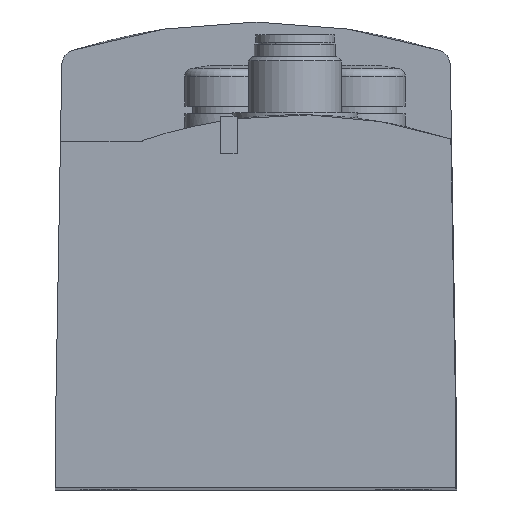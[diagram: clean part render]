
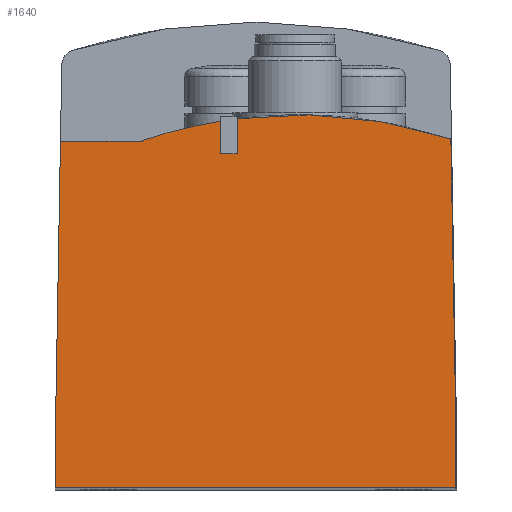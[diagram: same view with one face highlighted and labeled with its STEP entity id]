
A CAD part, top view. The second image highlights one B-rep face of the part: STEP entity #1640.
In plain terms, the highlighted planar face has unit normal (0, 0, 1).
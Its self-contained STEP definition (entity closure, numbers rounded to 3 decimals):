
#31=PLANE('',#1762);
#101=LINE('',#2515,#242);
#131=LINE('',#2576,#272);
#132=LINE('',#2578,#273);
#133=LINE('',#2580,#274);
#134=LINE('',#2581,#275);
#135=LINE('',#2583,#276);
#136=LINE('',#2585,#277);
#137=LINE('',#2587,#278);
#138=LINE('',#2588,#279);
#139=LINE('',#2590,#280);
#242=VECTOR('',#1953,1000.);
#272=VECTOR('',#1985,1000.);
#273=VECTOR('',#1986,1000.);
#274=VECTOR('',#1987,1000.);
#275=VECTOR('',#1988,1000.);
#276=VECTOR('',#1989,1000.);
#277=VECTOR('',#1990,1000.);
#278=VECTOR('',#1991,1000.);
#279=VECTOR('',#1992,1000.);
#280=VECTOR('',#1993,1000.);
#379=CIRCLE('',#1758,63.);
#380=CIRCLE('',#1759,63.);
#494=ORIENTED_EDGE('',*,*,#940,.F.);
#495=ORIENTED_EDGE('',*,*,#901,.T.);
#496=ORIENTED_EDGE('',*,*,#941,.T.);
#497=ORIENTED_EDGE('',*,*,#942,.T.);
#498=ORIENTED_EDGE('',*,*,#910,.F.);
#499=ORIENTED_EDGE('',*,*,#943,.T.);
#500=ORIENTED_EDGE('',*,*,#944,.T.);
#501=ORIENTED_EDGE('',*,*,#945,.T.);
#502=ORIENTED_EDGE('',*,*,#946,.T.);
#503=ORIENTED_EDGE('',*,*,#905,.T.);
#504=ORIENTED_EDGE('',*,*,#947,.F.);
#505=ORIENTED_EDGE('',*,*,#948,.F.);
#901=EDGE_CURVE('',#1124,#1125,#379,.T.);
#905=EDGE_CURVE('',#1129,#1128,#380,.T.);
#910=EDGE_CURVE('',#1133,#1134,#101,.T.);
#940=EDGE_CURVE('',#1124,#1163,#131,.T.);
#941=EDGE_CURVE('',#1125,#1164,#132,.T.);
#942=EDGE_CURVE('',#1164,#1134,#133,.T.);
#943=EDGE_CURVE('',#1133,#1165,#134,.T.);
#944=EDGE_CURVE('',#1165,#1166,#135,.T.);
#945=EDGE_CURVE('',#1166,#1167,#136,.T.);
#946=EDGE_CURVE('',#1167,#1129,#137,.T.);
#947=EDGE_CURVE('',#1168,#1128,#138,.T.);
#948=EDGE_CURVE('',#1163,#1168,#139,.T.);
#1124=VERTEX_POINT('',#2473);
#1125=VERTEX_POINT('',#2474);
#1128=VERTEX_POINT('',#2486);
#1129=VERTEX_POINT('',#2488);
#1133=VERTEX_POINT('',#2516);
#1134=VERTEX_POINT('',#2517);
#1163=VERTEX_POINT('',#2577);
#1164=VERTEX_POINT('',#2579);
#1165=VERTEX_POINT('',#2582);
#1166=VERTEX_POINT('',#2584);
#1167=VERTEX_POINT('',#2586);
#1168=VERTEX_POINT('',#2589);
#1302=EDGE_LOOP('',(#494,#495,#496,#497,#498,#499,#500,#501,#502,#503,#504,
#505));
#1460=FACE_BOUND('',#1302,.T.);
#1640=ADVANCED_FACE('',(#1460),#31,.F.);
#1758=AXIS2_PLACEMENT_3D('',#2472,#1941,#1942);
#1759=AXIS2_PLACEMENT_3D('',#2487,#1945,#1946);
#1762=AXIS2_PLACEMENT_3D('',#2575,#1983,#1984);
#1941=DIRECTION('',(0.,0.,1.));
#1942=DIRECTION('',(1.,0.,0.));
#1945=DIRECTION('',(0.,0.,1.));
#1946=DIRECTION('',(1.,0.,0.));
#1953=DIRECTION('',(0.017,1.,0.));
#1983=DIRECTION('',(0.,0.,-1.));
#1984=DIRECTION('',(-1.,0.,0.));
#1985=DIRECTION('',(0.,-1.,0.));
#1986=DIRECTION('',(0.,-1.,0.));
#1987=DIRECTION('',(-1.,0.,0.));
#1988=DIRECTION('',(0.,-1.,0.));
#1989=DIRECTION('',(1.,0.,0.));
#1990=DIRECTION('',(0.,1.,0.));
#1991=DIRECTION('',(-0.017,1.,0.));
#1992=DIRECTION('',(0.,1.,0.));
#1993=DIRECTION('',(1.,0.,0.));
#2472=CARTESIAN_POINT('',(5.55,-15.,100.9));
#2473=CARTESIAN_POINT('',(-4.575,47.181,100.9));
#2474=CARTESIAN_POINT('',(-14.62,44.684,100.9));
#2486=CARTESIAN_POINT('',(-2.425,47.493,100.9));
#2487=CARTESIAN_POINT('',(5.55,-15.,100.9));
#2488=CARTESIAN_POINT('',(25.076,44.898,100.9));
#2515=CARTESIAN_POINT('',(-24.893,59.984,100.9));
#2516=CARTESIAN_POINT('',(-25.8,8.,100.9));
#2517=CARTESIAN_POINT('',(-25.162,44.57,100.9));
#2575=CARTESIAN_POINT('',(-25.8,60.,100.9));
#2576=CARTESIAN_POINT('',(-4.575,60.,100.9));
#2577=CARTESIAN_POINT('',(-4.575,43.,100.9));
#2578=CARTESIAN_POINT('',(-14.62,44.684,100.9));
#2579=CARTESIAN_POINT('',(-14.62,44.57,100.9));
#2580=CARTESIAN_POINT('',(-14.62,44.57,100.9));
#2581=CARTESIAN_POINT('',(-25.8,60.,100.9));
#2582=CARTESIAN_POINT('',(-25.8,0.,100.9));
#2583=CARTESIAN_POINT('',(-25.8,0.,100.9));
#2584=CARTESIAN_POINT('',(25.72,0.,100.9));
#2585=CARTESIAN_POINT('',(25.72,0.,100.9));
#2586=CARTESIAN_POINT('',(25.72,8.,100.9));
#2587=CARTESIAN_POINT('',(25.72,8.,100.9));
#2588=CARTESIAN_POINT('',(-2.425,60.,100.9));
#2589=CARTESIAN_POINT('',(-2.425,43.,100.9));
#2590=CARTESIAN_POINT('',(-25.8,43.,100.9));
